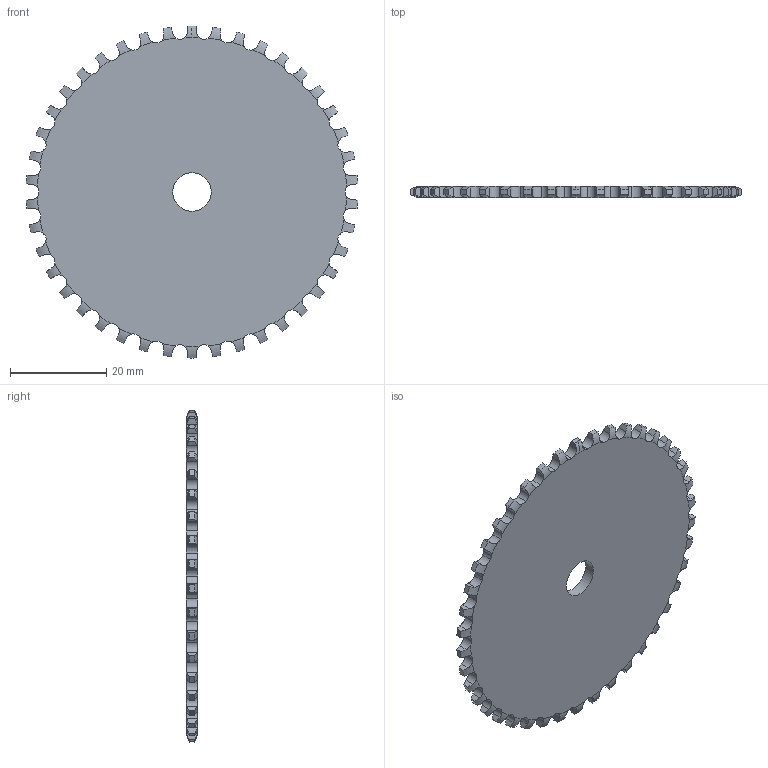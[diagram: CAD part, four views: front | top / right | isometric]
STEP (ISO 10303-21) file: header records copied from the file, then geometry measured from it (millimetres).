
FILE_DESCRIPTION(('FreeCAD Model'),'2;1');
FILE_NAME('Open CASCADE Shape Model','2021-12-27T16:58:02',('FreeCAD'),( 'FreeCAD'),'Open CASCADE STEP processor 7.4','FreeCAD','Unknown');
FILE_SCHEMA(('AUTOMOTIVE_DESIGN { 1 0 10303 214 1 1 1 1 }'));
Length unit declared in the file: millimetre
Products named in the file (1): Open CASCADE STEP translator 7.4 121
Bounding box: 69.01 x 2.3 x 69.1 mm (x, y, z)
Volume: 7705.2 mm3; surface area: 7524.5 mm2
Topology: 1 solids, 1 shells, 383 faces, 1143 edges, 762 vertices
Faces by surface type: cylinder 211, plane 86, revolution 86
Full cylindrical faces by diameter (mm): 8 x1
Entity records: 39633 total; most frequent: CARTESIAN_POINT 18539, DIRECTION 3490, ORIENTED_EDGE 2286, PCURVE 2286, DEFINITIONAL_REPRESENTATION 2286, LINE 1821, VECTOR 1821, EDGE_CURVE 1143
